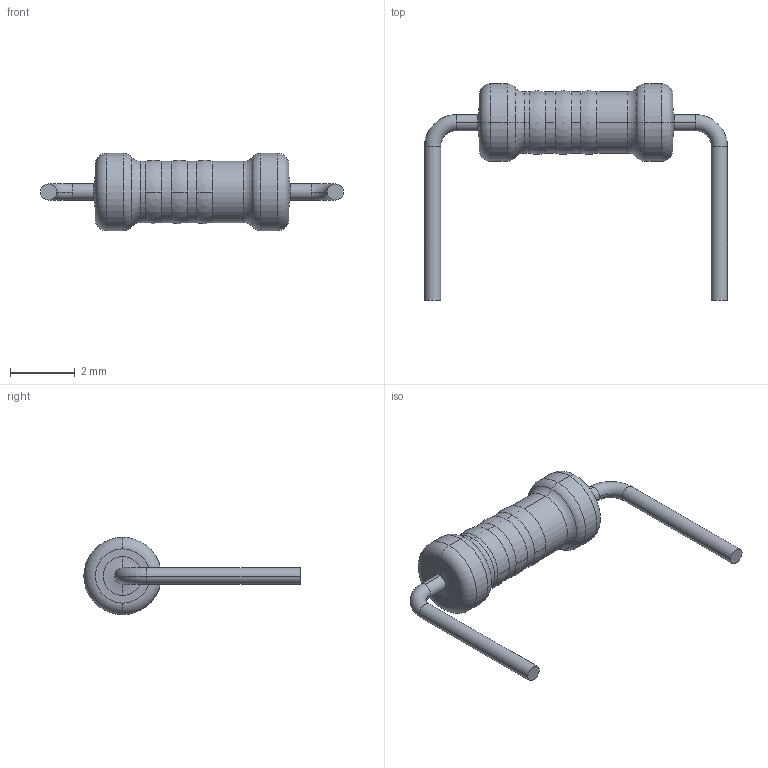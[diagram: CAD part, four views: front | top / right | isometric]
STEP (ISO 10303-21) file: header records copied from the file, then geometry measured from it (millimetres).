
FILE_DESCRIPTION (( 'STEP AP214' ), '1' );
FILE_NAME ('RES_AH_0.25W_350mil_0R_5%.STEP', '2022-06-22T08:28:57', ( '' ), ( '' ), 'SwSTEP 2.0', 'SolidWorks 2020', '' );
FILE_SCHEMA (( 'AUTOMOTIVE_DESIGN' ));
Length unit declared in the file: millimetre
Products named in the file (1): RES_AH_0.25W_350mil_0R_5%
Bounding box: 9.39 x 6.7 x 2.4 mm (x, y, z)
Volume: 23.2 mm3; surface area: 68 mm2
Topology: 1 solids, 1 shells, 50 faces, 129 edges, 77 vertices
Faces by surface type: torus 20, cylinder 20, sphere 6, plane 4
Entity records: 2024 total; most frequent: DIRECTION 310, CARTESIAN_POINT 233, ORIENTED_EDGE 228, AXIS2_PLACEMENT_3D 145, EDGE_CURVE 114, CIRCLE 94, VERTEX_POINT 68, UNCERTAINTY_MEASURE_WITH_UNIT 53
